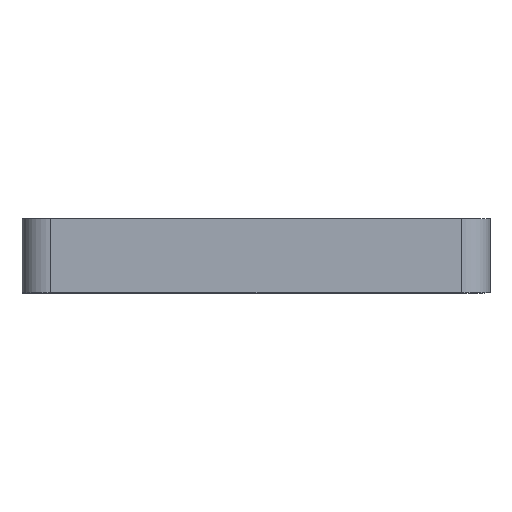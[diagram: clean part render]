
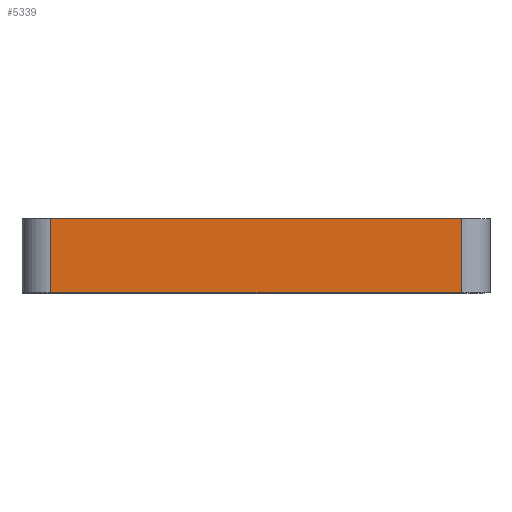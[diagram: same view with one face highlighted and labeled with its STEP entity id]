
A CAD part, left-side view. The second image highlights one B-rep face of the part: STEP entity #5339.
In plain terms, the highlighted planar face has unit normal (-1, 0, 0).
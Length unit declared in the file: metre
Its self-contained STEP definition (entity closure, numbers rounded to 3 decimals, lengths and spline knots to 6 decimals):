
#338=LINE('',#7917,#734);
#339=LINE('',#7920,#735);
#340=LINE('',#7922,#736);
#341=LINE('',#7924,#737);
#734=VECTOR('',#6475,1.);
#735=VECTOR('',#6476,1.);
#736=VECTOR('',#6477,1.);
#737=VECTOR('',#6478,1.);
#1124=PLANE('',#5832);
#1561=ORIENTED_EDGE('',*,*,#2971,.F.);
#1562=ORIENTED_EDGE('',*,*,#2972,.T.);
#1563=ORIENTED_EDGE('',*,*,#2973,.T.);
#1564=ORIENTED_EDGE('',*,*,#2974,.T.);
#2971=EDGE_CURVE('',#3725,#3726,#338,.T.);
#2972=EDGE_CURVE('',#3725,#3727,#339,.T.);
#2973=EDGE_CURVE('',#3727,#3728,#340,.T.);
#2974=EDGE_CURVE('',#3728,#3726,#341,.F.);
#3725=VERTEX_POINT('',#7918);
#3726=VERTEX_POINT('',#7919);
#3727=VERTEX_POINT('',#7921);
#3728=VERTEX_POINT('',#7923);
#4432=EDGE_LOOP('',(#1561,#1562,#1563,#1564));
#4910=FACE_BOUND('',#4432,.T.);
#5339=ADVANCED_FACE('',(#4910),#1124,.F.);
#5832=AXIS2_PLACEMENT_3D('',#7916,#6473,#6474);
#6473=DIRECTION('',(1.,0.,0.));
#6474=DIRECTION('',(0.,1.,0.));
#6475=DIRECTION('',(0.,-1.,0.));
#6476=DIRECTION('',(0.,0.,-1.));
#6477=DIRECTION('',(0.,-1.,0.));
#6478=DIRECTION('',(0.,0.,-1.));
#7916=CARTESIAN_POINT('',(-0.040956,0.,0.013));
#7917=CARTESIAN_POINT('',(-0.040956,0.,0.013));
#7918=CARTESIAN_POINT('',(-0.040956,0.035956,0.013));
#7919=CARTESIAN_POINT('',(-0.040956,-0.035956,0.013));
#7920=CARTESIAN_POINT('',(-0.040956,0.035956,0.));
#7921=CARTESIAN_POINT('',(-0.040956,0.035956,0.));
#7922=CARTESIAN_POINT('',(-0.040956,0.,0.));
#7923=CARTESIAN_POINT('',(-0.040956,-0.035956,0.));
#7924=CARTESIAN_POINT('',(-0.040956,-0.035956,0.013));
